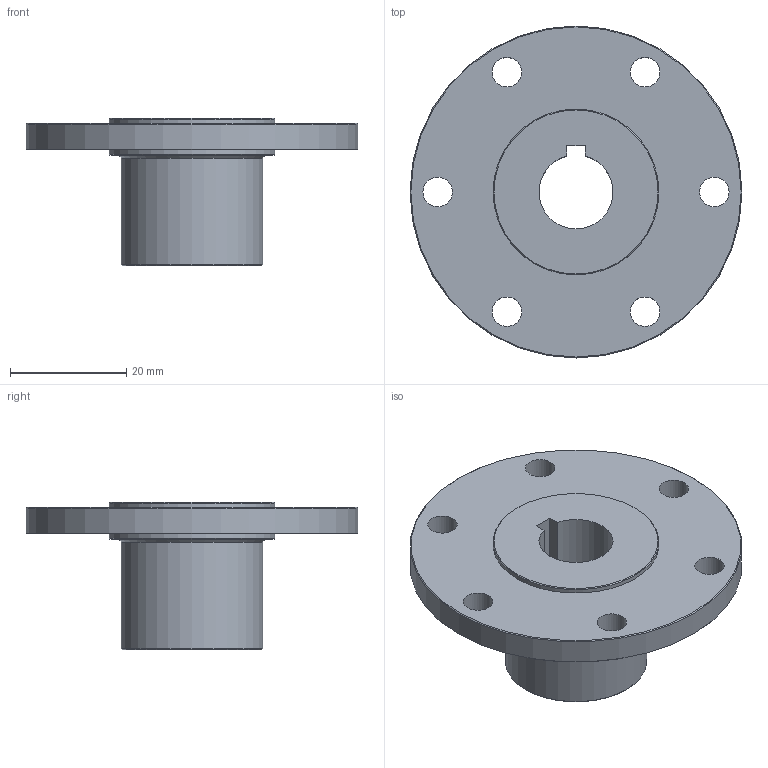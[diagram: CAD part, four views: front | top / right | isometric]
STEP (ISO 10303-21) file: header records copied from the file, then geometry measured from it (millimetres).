
FILE_DESCRIPTION(/* description */ (''),/* implementation_level */ '2;1');
FILE_NAME(/* name */ 'am-0077a.stp',/* time_stamp */ '2019-11-25T16:46:35-08:00',/* author */ ('Phillips Lenovo'),/* organization */ ('Autodesk Inc.'),/* preprocessor_version */ 'ST-DEVELOPER v18',/* originating_system */ 'Autodesk Inventor 2020',/* authorisation */ '');
FILE_SCHEMA (('AUTOMOTIVE_DESIGN { 1 0 10303 214 3 1 1 }'));
Length unit declared in the file: inch
Products named in the file (1): am-0077a
Bounding box: 57.15 x 57.15 x 25.4 mm (x, y, z)
Volume: 17827.9 mm3; surface area: 8529.4 mm2
Topology: 1 solids, 1 shells, 25 faces, 80 edges, 60 vertices
Faces by surface type: cylinder 11, plane 8, cone 6
Full cylindrical faces by diameter (mm): 5.08 x6, 24.384 x1, 28.55 x2, 57.15 x1
Entity records: 1028 total; most frequent: DIRECTION 186, CARTESIAN_POINT 166, ORIENTED_EDGE 160, EDGE_CURVE 80, AXIS2_PLACEMENT_3D 80, VERTEX_POINT 60, CIRCLE 54, EDGE_LOOP 42
